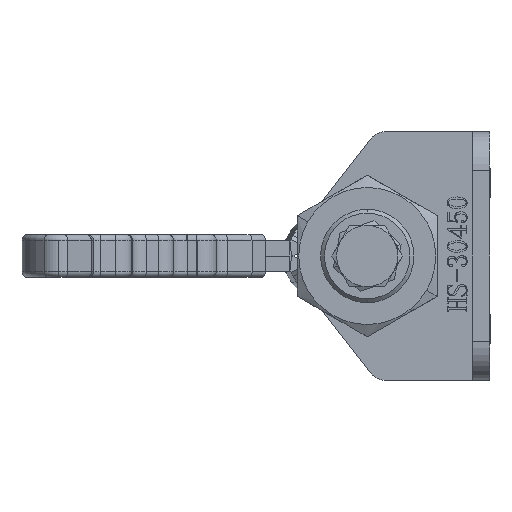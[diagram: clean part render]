
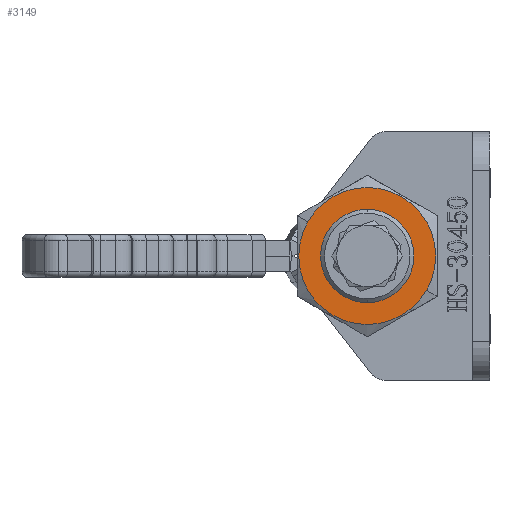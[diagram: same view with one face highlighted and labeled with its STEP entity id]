
A CAD part, left-side view. The second image highlights one B-rep face of the part: STEP entity #3149.
In plain terms, the highlighted face is planar.
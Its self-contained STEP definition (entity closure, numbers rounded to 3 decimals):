
#801 = CARTESIAN_POINT ( 'NONE',  ( 0., 0., -12. ) ) ;
#802 = DIRECTION ( 'NONE',  ( 0., 0., 1. ) ) ;
#803 = DIRECTION ( 'NONE',  ( 1., 0., 0. ) ) ;
#857 = CARTESIAN_POINT ( 'NONE',  ( 0., 0., -12. ) ) ;
#858 = DIRECTION ( 'NONE',  ( 0., 0., -1. ) ) ;
#859 = DIRECTION ( 'NONE',  ( -1., 0., 0. ) ) ;
#1002 = CARTESIAN_POINT ( 'NONE',  ( 0., 0., -12. ) ) ;
#1003 = DIRECTION ( 'NONE',  ( 0., 0., 1. ) ) ;
#1004 = DIRECTION ( 'NONE',  ( 1., 0., 0. ) ) ;
#1005 = CARTESIAN_POINT ( 'NONE',  ( 0., 0., -12. ) ) ;
#1006 = DIRECTION ( 'NONE',  ( 0., 0., -1. ) ) ;
#1007 = DIRECTION ( 'NONE',  ( -1., 0., 0. ) ) ;
#3011 = EDGE_LOOP ( 'NONE', ( #3564, #3566 ) ) ;
#3032 = EDGE_LOOP ( 'NONE', ( #3561, #3562 ) ) ;
#3149 = ADVANCED_FACE ( 'NONE', ( #6160, #6168 ), #26613, .F. ) ;
#3561 = ORIENTED_EDGE ( 'NONE', *, *, #13185, .T. ) ;
#3562 = ORIENTED_EDGE ( 'NONE', *, *, #13213, .T. ) ;
#3564 = ORIENTED_EDGE ( 'NONE', *, *, #13214, .T. ) ;
#3566 = ORIENTED_EDGE ( 'NONE', *, *, #13193, .T. ) ;
#5670 = AXIS2_PLACEMENT_3D ( 'NONE', #26611, #26606, #26605 ) ;
#6160 = FACE_BOUND ( 'NONE', #3032, .T. ) ;
#6168 = FACE_OUTER_BOUND ( 'NONE', #3011, .T. ) ;
#9945 = CIRCLE ( 'NONE', #25469, 11.069 ) ;
#9957 = CIRCLE ( 'NONE', #25471, 17.625 ) ;
#9975 = CIRCLE ( 'NONE', #25472, 11.069 ) ;
#9979 = CIRCLE ( 'NONE', #25473, 17.625 ) ;
#13185 = EDGE_CURVE ( 'NONE', #23610, #23611, #9945, .T. ) ;
#13193 = EDGE_CURVE ( 'NONE', #23614, #23613, #9957, .T. ) ;
#13213 = EDGE_CURVE ( 'NONE', #23611, #23610, #9975, .T. ) ;
#13214 = EDGE_CURVE ( 'NONE', #23613, #23614, #9979, .T. ) ;
#19768 = CARTESIAN_POINT ( 'NONE',  ( -11.069, 0., -12. ) ) ;
#19769 = CARTESIAN_POINT ( 'NONE',  ( 11.069, 0., -12. ) ) ;
#19771 = CARTESIAN_POINT ( 'NONE',  ( 17.625, 0., -12. ) ) ;
#19772 = CARTESIAN_POINT ( 'NONE',  ( -17.625, 0., -12. ) ) ;
#23610 = VERTEX_POINT ( 'NONE', #19768 ) ;
#23611 = VERTEX_POINT ( 'NONE', #19769 ) ;
#23613 = VERTEX_POINT ( 'NONE', #19771 ) ;
#23614 = VERTEX_POINT ( 'NONE', #19772 ) ;
#25469 = AXIS2_PLACEMENT_3D ( 'NONE', #801, #802, #803 ) ;
#25471 = AXIS2_PLACEMENT_3D ( 'NONE', #857, #858, #859 ) ;
#25472 = AXIS2_PLACEMENT_3D ( 'NONE', #1002, #1003, #1004 ) ;
#25473 = AXIS2_PLACEMENT_3D ( 'NONE', #1005, #1006, #1007 ) ;
#26605 = DIRECTION ( 'NONE',  ( 1., 0., 0. ) ) ;
#26606 = DIRECTION ( 'NONE',  ( 0., 0., 1. ) ) ;
#26611 = CARTESIAN_POINT ( 'NONE',  ( 10.392, -18., -12. ) ) ;
#26613 = PLANE ( 'NONE',  #5670 ) ;
